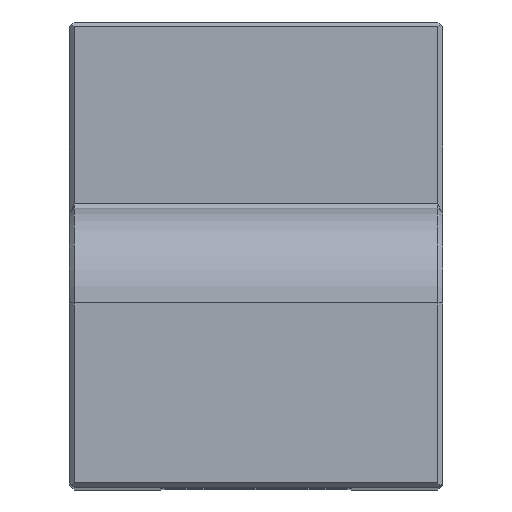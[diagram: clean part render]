
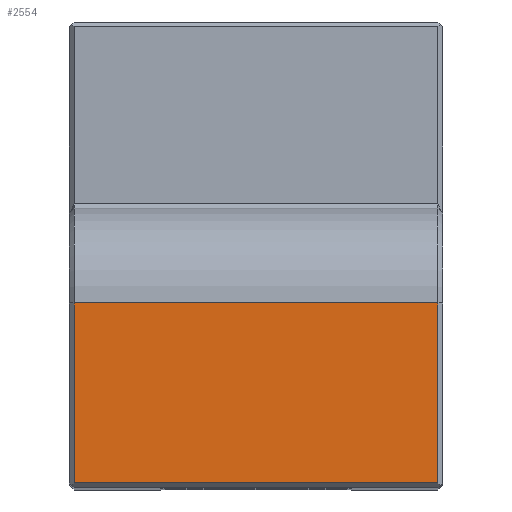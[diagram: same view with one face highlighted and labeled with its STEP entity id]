
A CAD part, top view. The second image highlights one B-rep face of the part: STEP entity #2554.
In plain terms, the highlighted planar face has unit normal (0, 0, 1).
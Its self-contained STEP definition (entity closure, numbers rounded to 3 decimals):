
#101 = PLANE('',#102);
#102 = AXIS2_PLACEMENT_3D('',#103,#104,#105);
#103 = CARTESIAN_POINT('',(1548.25,-60.1,-520.75));
#104 = DIRECTION('',(-0.707,0.,0.707));
#105 = DIRECTION('',(0.707,0.,0.707));
#433 = CYLINDRICAL_SURFACE('',#434,10.2);
#434 = AXIS2_PLACEMENT_3D('',#435,#436,#437);
#435 = CARTESIAN_POINT('',(1568.,-50.2,-530.7));
#436 = DIRECTION('',(-1.,0.,0.));
#437 = DIRECTION('',(0.,0.,-1.));
#2148 = PLANE('',#2149);
#2149 = AXIS2_PLACEMENT_3D('',#2150,#2151,#2152);
#2150 = CARTESIAN_POINT('',(1558.,-69.75,-520.75));
#2151 = DIRECTION('',(0.,-0.707,0.707));
#2152 = DIRECTION('',(0.,-0.707,-0.707));
#2431 = EDGE_CURVE('',#2432,#2434,#2436,.T.);
#2432 = VERTEX_POINT('',#2433);
#2433 = CARTESIAN_POINT('',(1548.5,-69.5,-520.5));
#2434 = VERTEX_POINT('',#2435);
#2435 = CARTESIAN_POINT('',(1587.5,-69.5,-520.5));
#2436 = SURFACE_CURVE('',#2437,(#2441,#2448),.PCURVE_S1.);
#2437 = LINE('',#2438,#2439);
#2438 = CARTESIAN_POINT('',(1548.5,-69.5,-520.5));
#2439 = VECTOR('',#2440,1.);
#2440 = DIRECTION('',(1.,0.,0.));
#2441 = PCURVE('',#2148,#2442);
#2442 = DEFINITIONAL_REPRESENTATION('',(#2443),#2447);
#2443 = LINE('',#2444,#2445);
#2444 = CARTESIAN_POINT('',(-0.354,-9.5));
#2445 = VECTOR('',#2446,1.);
#2446 = DIRECTION('',(0.,1.));
#2447 = ( GEOMETRIC_REPRESENTATION_CONTEXT(2) 
PARAMETRIC_REPRESENTATION_CONTEXT() REPRESENTATION_CONTEXT('2D SPACE',''
  ) );
#2448 = PCURVE('',#2449,#2454);
#2449 = PLANE('',#2450);
#2450 = AXIS2_PLACEMENT_3D('',#2451,#2452,#2453);
#2451 = CARTESIAN_POINT('',(1568.,-70.,-520.5));
#2452 = DIRECTION('',(0.,0.,1.));
#2453 = DIRECTION('',(0.,1.,0.));
#2454 = DEFINITIONAL_REPRESENTATION('',(#2455),#2459);
#2455 = LINE('',#2456,#2457);
#2456 = CARTESIAN_POINT('',(0.5,19.5));
#2457 = VECTOR('',#2458,1.);
#2458 = DIRECTION('',(0.,-1.));
#2459 = ( GEOMETRIC_REPRESENTATION_CONTEXT(2) 
PARAMETRIC_REPRESENTATION_CONTEXT() REPRESENTATION_CONTEXT('2D SPACE',''
  ) );
#2477 = PLANE('',#2478);
#2478 = AXIS2_PLACEMENT_3D('',#2479,#2480,#2481);
#2479 = CARTESIAN_POINT('',(1587.75,-60.1,-520.75));
#2480 = DIRECTION('',(-0.707,0.,-0.707));
#2481 = DIRECTION('',(-0.707,0.,0.707));
#2554 = ADVANCED_FACE('',(#2555),#2449,.T.);
#2555 = FACE_BOUND('',#2556,.F.);
#2556 = EDGE_LOOP('',(#2557,#2582,#2603,#2604));
#2557 = ORIENTED_EDGE('',*,*,#2558,.F.);
#2558 = EDGE_CURVE('',#2559,#2561,#2563,.T.);
#2559 = VERTEX_POINT('',#2560);
#2560 = CARTESIAN_POINT('',(1587.5,-50.2,-520.5));
#2561 = VERTEX_POINT('',#2562);
#2562 = CARTESIAN_POINT('',(1548.5,-50.2,-520.5));
#2563 = SURFACE_CURVE('',#2564,(#2568,#2575),.PCURVE_S1.);
#2564 = LINE('',#2565,#2566);
#2565 = CARTESIAN_POINT('',(1587.5,-50.2,
    -520.5));
#2566 = VECTOR('',#2567,1.);
#2567 = DIRECTION('',(-1.,0.,0.));
#2568 = PCURVE('',#2449,#2569);
#2569 = DEFINITIONAL_REPRESENTATION('',(#2570),#2574);
#2570 = LINE('',#2571,#2572);
#2571 = CARTESIAN_POINT('',(19.8,-19.5));
#2572 = VECTOR('',#2573,1.);
#2573 = DIRECTION('',(0.,1.));
#2574 = ( GEOMETRIC_REPRESENTATION_CONTEXT(2) 
PARAMETRIC_REPRESENTATION_CONTEXT() REPRESENTATION_CONTEXT('2D SPACE',''
  ) );
#2575 = PCURVE('',#433,#2576);
#2576 = DEFINITIONAL_REPRESENTATION('',(#2577),#2581);
#2577 = LINE('',#2578,#2579);
#2578 = CARTESIAN_POINT('',(3.142,-19.5));
#2579 = VECTOR('',#2580,1.);
#2580 = DIRECTION('',(0.,1.));
#2581 = ( GEOMETRIC_REPRESENTATION_CONTEXT(2) 
PARAMETRIC_REPRESENTATION_CONTEXT() REPRESENTATION_CONTEXT('2D SPACE',''
  ) );
#2582 = ORIENTED_EDGE('',*,*,#2583,.F.);
#2583 = EDGE_CURVE('',#2434,#2559,#2584,.T.);
#2584 = SURFACE_CURVE('',#2585,(#2589,#2596),.PCURVE_S1.);
#2585 = LINE('',#2586,#2587);
#2586 = CARTESIAN_POINT('',(1587.5,-69.5,-520.5));
#2587 = VECTOR('',#2588,1.);
#2588 = DIRECTION('',(0.,1.,0.));
#2589 = PCURVE('',#2449,#2590);
#2590 = DEFINITIONAL_REPRESENTATION('',(#2591),#2595);
#2591 = LINE('',#2592,#2593);
#2592 = CARTESIAN_POINT('',(0.5,-19.5));
#2593 = VECTOR('',#2594,1.);
#2594 = DIRECTION('',(1.,0.));
#2595 = ( GEOMETRIC_REPRESENTATION_CONTEXT(2) 
PARAMETRIC_REPRESENTATION_CONTEXT() REPRESENTATION_CONTEXT('2D SPACE',''
  ) );
#2596 = PCURVE('',#2477,#2597);
#2597 = DEFINITIONAL_REPRESENTATION('',(#2598),#2602);
#2598 = LINE('',#2599,#2600);
#2599 = CARTESIAN_POINT('',(0.354,-9.4));
#2600 = VECTOR('',#2601,1.);
#2601 = DIRECTION('',(0.,1.));
#2602 = ( GEOMETRIC_REPRESENTATION_CONTEXT(2) 
PARAMETRIC_REPRESENTATION_CONTEXT() REPRESENTATION_CONTEXT('2D SPACE',''
  ) );
#2603 = ORIENTED_EDGE('',*,*,#2431,.F.);
#2604 = ORIENTED_EDGE('',*,*,#2605,.T.);
#2605 = EDGE_CURVE('',#2432,#2561,#2606,.T.);
#2606 = SURFACE_CURVE('',#2607,(#2611,#2618),.PCURVE_S1.);
#2607 = LINE('',#2608,#2609);
#2608 = CARTESIAN_POINT('',(1548.5,-69.5,-520.5));
#2609 = VECTOR('',#2610,1.);
#2610 = DIRECTION('',(0.,1.,0.));
#2611 = PCURVE('',#2449,#2612);
#2612 = DEFINITIONAL_REPRESENTATION('',(#2613),#2617);
#2613 = LINE('',#2614,#2615);
#2614 = CARTESIAN_POINT('',(0.5,19.5));
#2615 = VECTOR('',#2616,1.);
#2616 = DIRECTION('',(1.,0.));
#2617 = ( GEOMETRIC_REPRESENTATION_CONTEXT(2) 
PARAMETRIC_REPRESENTATION_CONTEXT() REPRESENTATION_CONTEXT('2D SPACE',''
  ) );
#2618 = PCURVE('',#101,#2619);
#2619 = DEFINITIONAL_REPRESENTATION('',(#2620),#2624);
#2620 = LINE('',#2621,#2622);
#2621 = CARTESIAN_POINT('',(0.354,-9.4));
#2622 = VECTOR('',#2623,1.);
#2623 = DIRECTION('',(0.,1.));
#2624 = ( GEOMETRIC_REPRESENTATION_CONTEXT(2) 
PARAMETRIC_REPRESENTATION_CONTEXT() REPRESENTATION_CONTEXT('2D SPACE',''
  ) );
